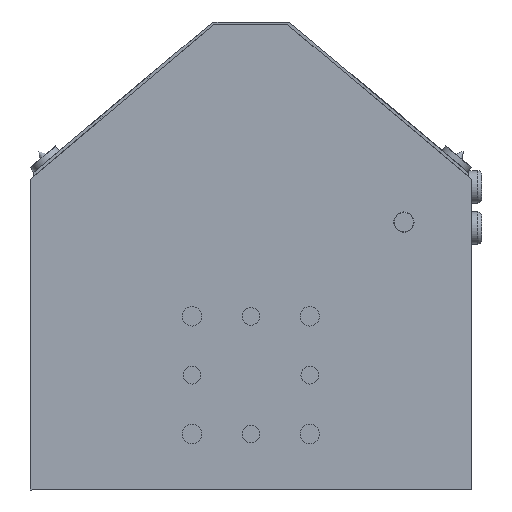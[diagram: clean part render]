
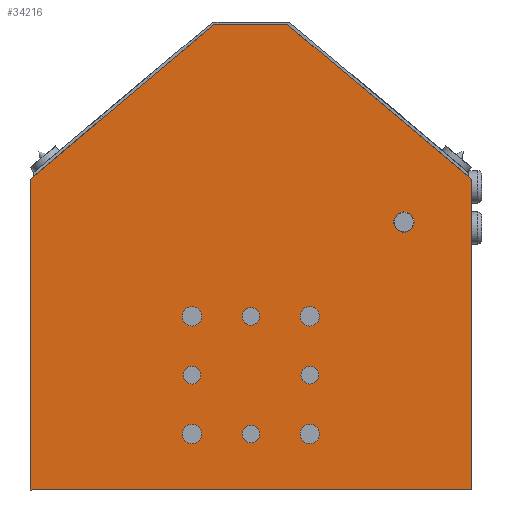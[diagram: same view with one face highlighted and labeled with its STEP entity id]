
A CAD part, left-side view. The second image highlights one B-rep face of the part: STEP entity #34216.
In plain terms, the highlighted face is planar.
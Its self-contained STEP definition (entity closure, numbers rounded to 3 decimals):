
#33720=CARTESIAN_POINT('',(360.,23.3,18.));
#33721=VERTEX_POINT('',#33720);
#33722=CARTESIAN_POINT('',(360.,20.,18.));
#33723=DIRECTION('',(-1.0,0.0,0.0));
#33724=DIRECTION('',(0.0,-1.0,0.0));
#33725=AXIS2_PLACEMENT_3D('',#33722,#33723,#33724);
#33726=CIRCLE('',#33725,3.3);
#33727=EDGE_CURVE('',#33721,#33721,#33726,.T.);
#33780=CARTESIAN_POINT('',(360.,-16.7,58.));
#33781=VERTEX_POINT('',#33780);
#33782=CARTESIAN_POINT('',(360.,-20.,58.));
#33783=DIRECTION('',(-1.0,0.0,0.0));
#33784=DIRECTION('',(0.0,-1.0,0.0));
#33785=AXIS2_PLACEMENT_3D('',#33782,#33783,#33784);
#33786=CIRCLE('',#33785,3.3);
#33787=EDGE_CURVE('',#33781,#33781,#33786,.T.);
#33840=CARTESIAN_POINT('',(360.,23.3,58.));
#33841=VERTEX_POINT('',#33840);
#33842=CARTESIAN_POINT('',(360.,20.,58.));
#33843=DIRECTION('',(-1.0,0.0,0.0));
#33844=DIRECTION('',(0.0,-1.0,0.0));
#33845=AXIS2_PLACEMENT_3D('',#33842,#33843,#33844);
#33846=CIRCLE('',#33845,3.3);
#33847=EDGE_CURVE('',#33841,#33841,#33846,.T.);
#33900=CARTESIAN_POINT('',(360.,-16.7,18.));
#33901=VERTEX_POINT('',#33900);
#33902=CARTESIAN_POINT('',(360.,-20.,18.));
#33903=DIRECTION('',(-1.0,0.0,0.0));
#33904=DIRECTION('',(0.0,-1.0,0.0));
#33905=AXIS2_PLACEMENT_3D('',#33902,#33903,#33904);
#33906=CIRCLE('',#33905,3.3);
#33907=EDGE_CURVE('',#33901,#33901,#33906,.T.);
#33920=CARTESIAN_POINT('',(360.,-17.,38.));
#33921=VERTEX_POINT('',#33920);
#33922=CARTESIAN_POINT('',(360.,-20.,38.));
#33923=DIRECTION('',(-1.0,0.0,0.0));
#33924=DIRECTION('',(0.0,-1.0,0.0));
#33925=AXIS2_PLACEMENT_3D('',#33922,#33923,#33924);
#33926=CIRCLE('',#33925,3.0);
#33927=EDGE_CURVE('',#33921,#33921,#33926,.T.);
#33940=CARTESIAN_POINT('',(360.,3.,58.));
#33941=VERTEX_POINT('',#33940);
#33942=CARTESIAN_POINT('',(360.,0.,58.));
#33943=DIRECTION('',(-1.0,0.0,0.0));
#33944=DIRECTION('',(0.0,-1.0,0.0));
#33945=AXIS2_PLACEMENT_3D('',#33942,#33943,#33944);
#33946=CIRCLE('',#33945,3.0);
#33947=EDGE_CURVE('',#33941,#33941,#33946,.T.);
#33960=CARTESIAN_POINT('',(360.,3.,18.));
#33961=VERTEX_POINT('',#33960);
#33962=CARTESIAN_POINT('',(360.,0.,18.));
#33963=DIRECTION('',(-1.0,0.0,0.0));
#33964=DIRECTION('',(0.0,-1.0,0.0));
#33965=AXIS2_PLACEMENT_3D('',#33962,#33963,#33964);
#33966=CIRCLE('',#33965,3.0);
#33967=EDGE_CURVE('',#33961,#33961,#33966,.T.);
#33980=CARTESIAN_POINT('',(360.,23.,38.));
#33981=VERTEX_POINT('',#33980);
#33982=CARTESIAN_POINT('',(360.,20.,38.));
#33983=DIRECTION('',(-1.0,0.0,0.0));
#33984=DIRECTION('',(0.0,-1.0,0.0));
#33985=AXIS2_PLACEMENT_3D('',#33982,#33983,#33984);
#33986=CIRCLE('',#33985,3.0);
#33987=EDGE_CURVE('',#33981,#33981,#33986,.T.);
#34011=CARTESIAN_POINT('',(360.,55.458,90.));
#34012=VERTEX_POINT('',#34011);
#34013=CARTESIAN_POINT('',(360.,52.,90.));
#34014=DIRECTION('',(-1.0,0.0,0.0));
#34015=DIRECTION('',(0.0,-1.0,0.0));
#34016=AXIS2_PLACEMENT_3D('',#34013,#34014,#34015);
#34017=CIRCLE('',#34016,3.459);
#34018=EDGE_CURVE('',#34012,#34012,#34017,.T.);
#34060=CARTESIAN_POINT('',(360.,-12.575,157.));
#34061=VERTEX_POINT('',#34060);
#34062=CARTESIAN_POINT('',(360.,-75.,104.619));
#34063=VERTEX_POINT('',#34062);
#34064=CARTESIAN_POINT('',(360.,-12.575,157.));
#34065=DIRECTION('',(0.,-0.766,-0.643));
#34066=VECTOR('',#34065,81.49);
#34067=LINE('',#34064,#34066);
#34068=EDGE_CURVE('',#34061,#34063,#34067,.T.);
#34091=CARTESIAN_POINT('',(360.,75.,104.619));
#34092=VERTEX_POINT('',#34091);
#34093=CARTESIAN_POINT('',(360.,12.575,157.));
#34094=VERTEX_POINT('',#34093);
#34095=CARTESIAN_POINT('',(360.,75.,104.619));
#34096=DIRECTION('',(0.,-0.766,0.643));
#34097=VECTOR('',#34096,81.49);
#34098=LINE('',#34095,#34097);
#34099=EDGE_CURVE('',#34092,#34094,#34098,.T.);
#34123=CARTESIAN_POINT('',(360.,-12.575,157.));
#34124=DIRECTION('',(0.0,1.0,0.0));
#34125=VECTOR('',#34124,25.149);
#34126=LINE('',#34123,#34125);
#34127=EDGE_CURVE('',#34061,#34094,#34126,.T.);
#34140=CARTESIAN_POINT('',(360.,75.,-1.));
#34141=VERTEX_POINT('',#34140);
#34142=CARTESIAN_POINT('',(360.,75.,104.619));
#34143=DIRECTION('',(0.0,0.0,-1.0));
#34144=VECTOR('',#34143,105.619);
#34145=LINE('',#34142,#34144);
#34146=EDGE_CURVE('',#34092,#34141,#34145,.T.);
#34164=CARTESIAN_POINT('',(360.,0.,78.));
#34165=DIRECTION('',(-1.0,0.0,0.0));
#34166=DIRECTION('',(0.0,-1.0,0.0));
#34167=AXIS2_PLACEMENT_3D('',#34164,#34165,#34166);
#34168=PLANE('',#34167);
#34169=ORIENTED_EDGE('',*,*,#34068,.T.);
#34170=CARTESIAN_POINT('',(360.,-75.,-1.));
#34171=VERTEX_POINT('',#34170);
#34172=CARTESIAN_POINT('',(360.,-75.,-1.));
#34173=DIRECTION('',(0.0,0.0,1.0));
#34174=VECTOR('',#34173,105.619);
#34175=LINE('',#34172,#34174);
#34176=EDGE_CURVE('',#34171,#34063,#34175,.T.);
#34177=ORIENTED_EDGE('',*,*,#34176,.F.);
#34178=CARTESIAN_POINT('',(360.,75.,-1.));
#34179=DIRECTION('',(0.0,-1.0,0.0));
#34180=VECTOR('',#34179,150.0);
#34181=LINE('',#34178,#34180);
#34182=EDGE_CURVE('',#34141,#34171,#34181,.T.);
#34183=ORIENTED_EDGE('',*,*,#34182,.F.);
#34184=ORIENTED_EDGE('',*,*,#34146,.F.);
#34185=ORIENTED_EDGE('',*,*,#34099,.T.);
#34186=ORIENTED_EDGE('',*,*,#34127,.F.);
#34187=EDGE_LOOP('',(#34169,#34177,#34183,#34184,#34185,#34186));
#34188=FACE_OUTER_BOUND('',#34187,.T.);
#34189=ORIENTED_EDGE('',*,*,#33727,.T.);
#34190=EDGE_LOOP('',(#34189));
#34191=FACE_BOUND('',#34190,.T.);
#34192=ORIENTED_EDGE('',*,*,#33787,.T.);
#34193=EDGE_LOOP('',(#34192));
#34194=FACE_BOUND('',#34193,.T.);
#34195=ORIENTED_EDGE('',*,*,#33847,.T.);
#34196=EDGE_LOOP('',(#34195));
#34197=FACE_BOUND('',#34196,.T.);
#34198=ORIENTED_EDGE('',*,*,#33907,.T.);
#34199=EDGE_LOOP('',(#34198));
#34200=FACE_BOUND('',#34199,.T.);
#34201=ORIENTED_EDGE('',*,*,#33927,.T.);
#34202=EDGE_LOOP('',(#34201));
#34203=FACE_BOUND('',#34202,.T.);
#34204=ORIENTED_EDGE('',*,*,#33947,.T.);
#34205=EDGE_LOOP('',(#34204));
#34206=FACE_BOUND('',#34205,.T.);
#34207=ORIENTED_EDGE('',*,*,#33967,.T.);
#34208=EDGE_LOOP('',(#34207));
#34209=FACE_BOUND('',#34208,.T.);
#34210=ORIENTED_EDGE('',*,*,#33987,.T.);
#34211=EDGE_LOOP('',(#34210));
#34212=FACE_BOUND('',#34211,.T.);
#34213=ORIENTED_EDGE('',*,*,#34018,.T.);
#34214=EDGE_LOOP('',(#34213));
#34215=FACE_BOUND('',#34214,.T.);
#34216=ADVANCED_FACE('',(#34188,#34191,#34194,#34197,#34200,#34203,#34206,#34209,#34212,#34215),#34168,.F.);
